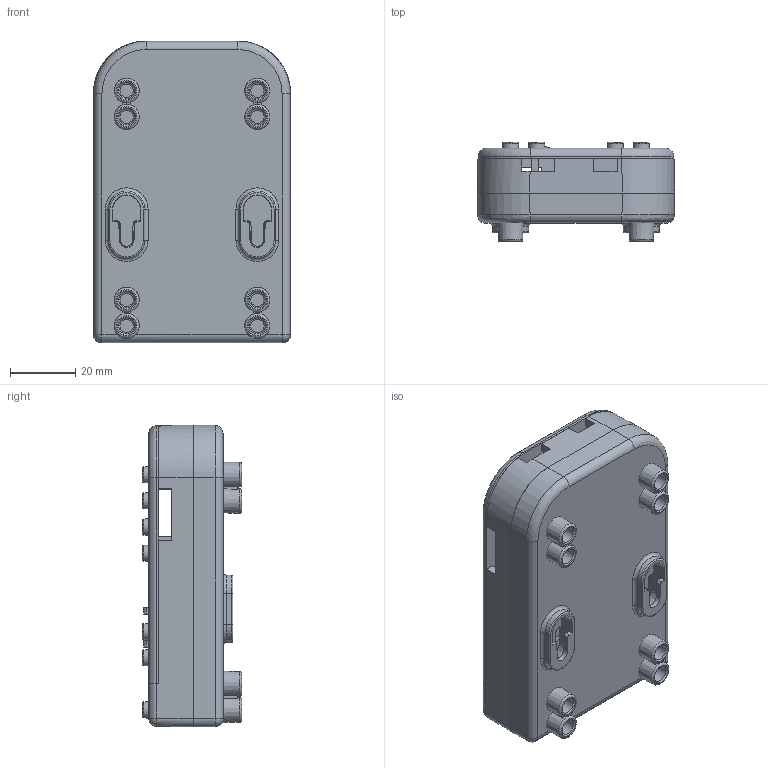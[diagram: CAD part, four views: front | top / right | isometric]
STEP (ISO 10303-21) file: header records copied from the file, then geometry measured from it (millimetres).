
FILE_DESCRIPTION(/* description */ (''),/* implementation_level */ '2;1');
FILE_NAME(/* name */ 'Beagle board blue enclosure Assembled.stp',/* time_stamp */ '2017-06-06T15:27:35-04:00',/* author */ ('lwalsh'),/* organization */ (''),/* preprocessor_version */ 'ST-DEVELOPER v16.13',/* originating_system */ 'Autodesk Inventor 2018',/* authorisation */ '');
FILE_SCHEMA (('AUTOMOTIVE_DESIGN { 1 0 10303 214 3 1 1 }'));
Length unit declared in the file: millimetre
Products named in the file (5): Assembly1; cover 2; top2; BOT; SC519 (screw M2.6X 6mm PN)
Assembly tree (7 placements, depth 2):
  Assembly1
    cover 2
    top2
    BOT
    SC519 (screw M2.6X 6mm PN)  x4
Bounding box: 60.35 x 30.4 x 92.4 mm (x, y, z)
Volume: 42259.2 mm3; surface area: 38438.9 mm2
Topology: 7 solids, 7 shells, 1057 faces, 2703 edges, 1752 vertices
Faces by surface type: plane 608, cone 134, bspline 127, cylinder 122, torus 58, sphere 8
Full cylindrical faces by diameter (mm): 2 x2, 2.56 x4, 4.9 x8
Entity records: 30019 total; most frequent: CARTESIAN_POINT 7102, ORIENTED_EDGE 4680, DIRECTION 4466, EDGE_CURVE 2340, VERTEX_POINT 1577, LINE 1518, VECTOR 1518, AXIS2_PLACEMENT_3D 1474
